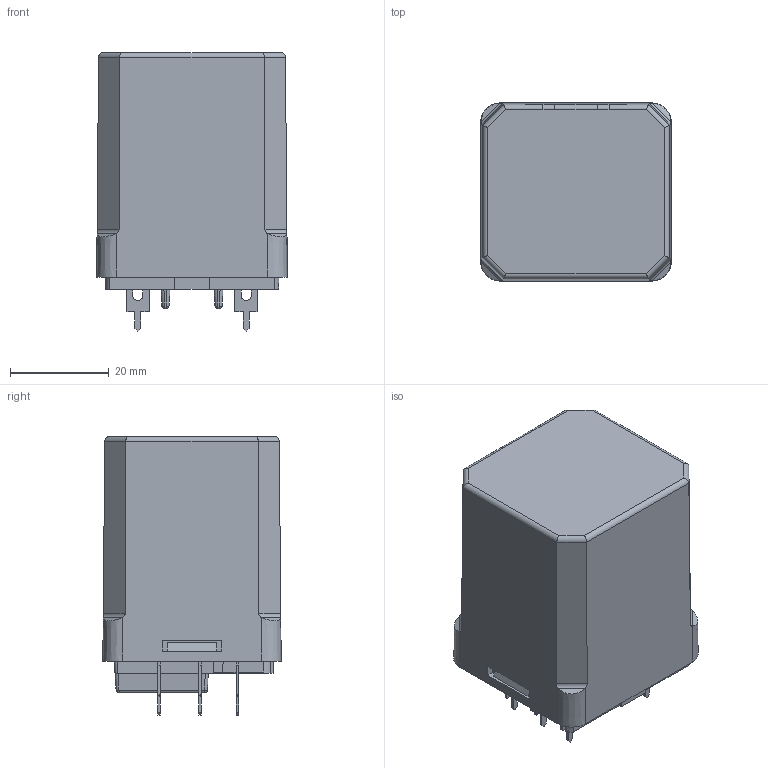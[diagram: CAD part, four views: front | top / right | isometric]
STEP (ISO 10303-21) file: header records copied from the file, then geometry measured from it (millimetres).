
FILE_DESCRIPTION (( 'STEP AP214' ), '1' );
FILE_NAME ('RUC-M 2Z do druku.STEP', '2016-06-20T06:12:47', ( '' ), ( '' ), 'SwSTEP 2.0', 'SolidWorks 2016', '' );
FILE_SCHEMA (( 'AUTOMOTIVE_DESIGN' ));
Length unit declared in the file: millimetre
Products named in the file (1): RUC-M 2Z do druku
Bounding box: 38.65 x 36.15 x 56.5 mm (x, y, z)
Volume: 20678.2 mm3; surface area: 17752.5 mm2
Topology: 1 solids, 3 shells, 418 faces, 1117 edges, 728 vertices
Faces by surface type: plane 269, cylinder 106, bspline 27, sphere 8, cone 5, torus 3
Entity records: 16551 total; most frequent: CARTESIAN_POINT 4243, ORIENTED_EDGE 2234, DIRECTION 1892, EDGE_CURVE 1117, VECTOR 830, LINE 830, VERTEX_POINT 728, AXIS2_PLACEMENT_3D 531
